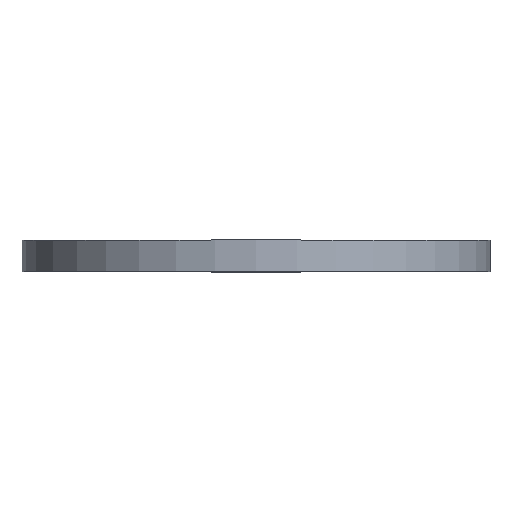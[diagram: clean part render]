
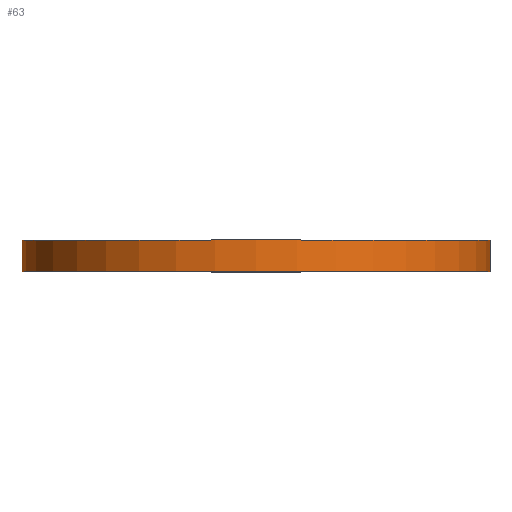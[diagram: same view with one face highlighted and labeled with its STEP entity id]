
A CAD part, top view. The second image highlights one B-rep face of the part: STEP entity #63.
In plain terms, the highlighted cylindrical face has radius 75 mm (diameter 150 mm), a full revolution.
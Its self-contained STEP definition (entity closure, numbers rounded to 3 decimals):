
#16=LINE('',#107,#18);
#18=VECTOR('',#90,75.);
#20=CYLINDRICAL_SURFACE('',#72,75.);
#25=FACE_OUTER_BOUND('',#30,.T.);
#30=EDGE_LOOP('',(#53,#54,#55,#56));
#33=CIRCLE('',#68,75.);
#36=CIRCLE('',#73,75.);
#37=VERTEX_POINT('',#97);
#40=VERTEX_POINT('',#106);
#41=EDGE_CURVE('',#37,#37,#33,.T.);
#45=EDGE_CURVE('',#37,#40,#16,.T.);
#46=EDGE_CURVE('',#40,#40,#36,.F.);
#53=ORIENTED_EDGE('',*,*,#41,.F.);
#54=ORIENTED_EDGE('',*,*,#45,.T.);
#55=ORIENTED_EDGE('',*,*,#46,.T.);
#56=ORIENTED_EDGE('',*,*,#45,.F.);
#63=ADVANCED_FACE('',(#25),#20,.T.);
#68=AXIS2_PLACEMENT_3D('',#98,#79,#80);
#72=AXIS2_PLACEMENT_3D('',#105,#88,#89);
#73=AXIS2_PLACEMENT_3D('',#108,#91,#92);
#79=DIRECTION('center_axis',(0.,1.,0.));
#80=DIRECTION('ref_axis',(1.,0.,0.));
#88=DIRECTION('center_axis',(0.,1.,0.));
#89=DIRECTION('ref_axis',(1.,0.,0.));
#90=DIRECTION('',(0.,-1.,0.));
#91=DIRECTION('center_axis',(0.,-1.,0.));
#92=DIRECTION('ref_axis',(1.,0.,0.));
#97=CARTESIAN_POINT('',(-75.,15.,0.));
#98=CARTESIAN_POINT('Origin',(0.,15.,0.));
#105=CARTESIAN_POINT('Origin',(0.,7.,0.));
#106=CARTESIAN_POINT('',(-75.,5.,0.));
#107=CARTESIAN_POINT('',(-75.,7.,0.));
#108=CARTESIAN_POINT('Origin',(0.,5.,0.));
